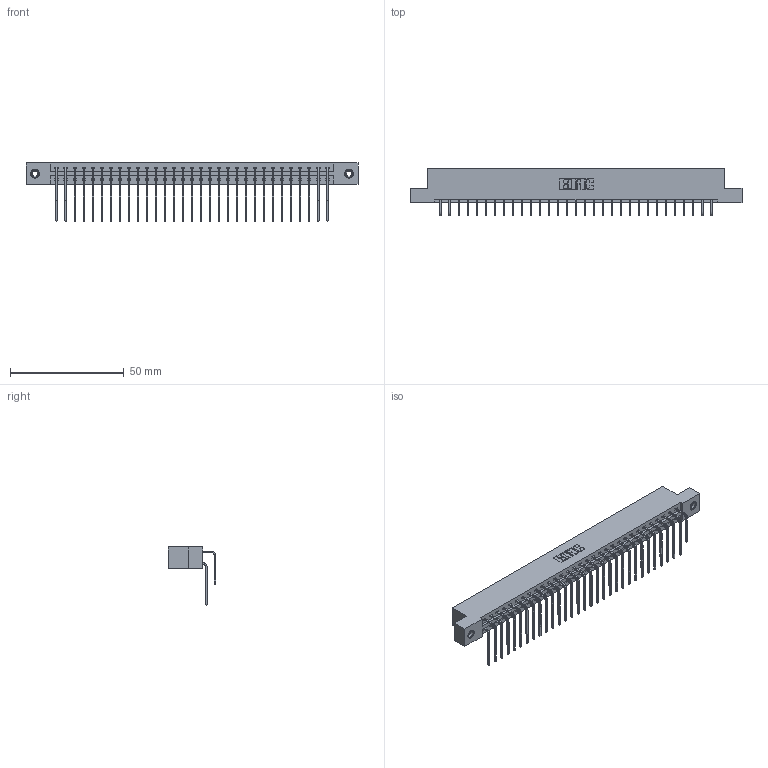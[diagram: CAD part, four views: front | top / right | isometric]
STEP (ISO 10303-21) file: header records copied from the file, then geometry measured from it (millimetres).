
FILE_DESCRIPTION (( 'STEP AP203' ), '1' );
FILE_NAME ('387-062-559-208.STEP', '2019-10-19T15:49:41', ( '' ), ( '' ), 'SwSTEP 2.0', 'SolidWorks 2016', '' );
FILE_SCHEMA (( 'CONFIG_CONTROL_DESIGN' ));
Length unit declared in the file: inch
Products named in the file (5): 345-250-001_345-250-003-102; 387-062-559-208; 345-292-001_558 559 Tail - 1; 345-292-001_559 Tail - 2; 337 Part_Flush Mounting Lugs - 0.156 Dia-TI
Assembly tree (65 placements, depth 2):
  387-062-559-208
    337 Part_Flush Mounting Lugs - 0.156 Dia-TI
    345-292-001_558 559 Tail - 1  x31
    345-292-001_559 Tail - 2  x31
    345-250-001_345-250-003-102  x2
Bounding box: 145.85 x 20.9 x 25.53 mm (x, y, z)
Volume: 15575.2 mm3; surface area: 19320.8 mm2
Topology: 65 solids, 65 shells, 3646 faces, 10801 edges, 7110 vertices
Faces by surface type: plane 2582, cylinder 1048, cone 12, torus 4
Entity records: 28428 total; most frequent: CARTESIAN_POINT 4824, ORIENTED_EDGE 4702, DIRECTION 4137, EDGE_CURVE 2351, LINE 2163, VECTOR 2163, VERTEX_POINT 1560, AXIS2_PLACEMENT_3D 987
